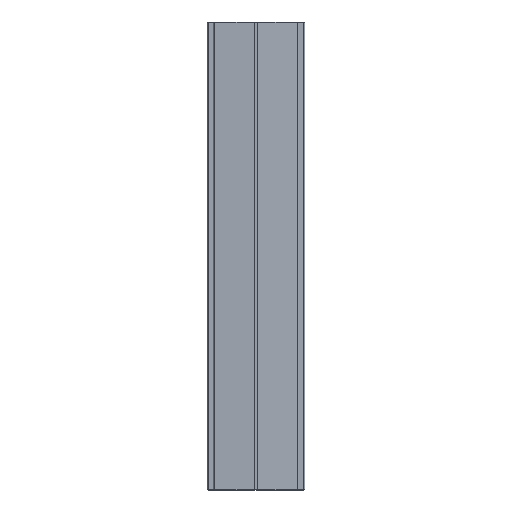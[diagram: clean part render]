
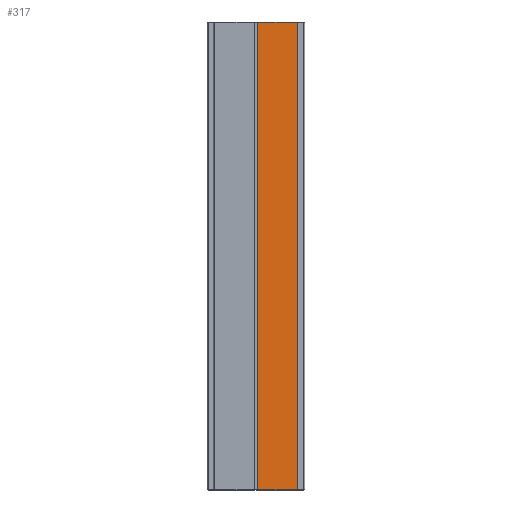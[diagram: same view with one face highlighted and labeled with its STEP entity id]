
A CAD part, top view. The second image highlights one B-rep face of the part: STEP entity #317.
In plain terms, the highlighted planar face has unit normal (0.039, 0, 0.999).
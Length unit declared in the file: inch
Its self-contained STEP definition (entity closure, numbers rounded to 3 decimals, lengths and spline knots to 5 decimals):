
#254=CARTESIAN_POINT('',(0.53068,3.,0.09999));
#255=VERTEX_POINT('',#254);
#263=CARTESIAN_POINT('',(0.53068,-3.,0.09999));
#264=VERTEX_POINT('',#263);
#265=CARTESIAN_POINT('',(0.53068,0.,0.09999));
#266=DIRECTION('',(0.,-1.,0.));
#267=VECTOR('',#266,1.);
#268=LINE('',#265,#267);
#269=EDGE_CURVE('',#255,#264,#268,.T.);
#287=CARTESIAN_POINT('',(0.02137,3.,0.11998));
#288=VERTEX_POINT('',#287);
#289=CARTESIAN_POINT('',(0.53068,3.,0.09999));
#290=DIRECTION('',(-0.999,0.,0.039));
#291=VECTOR('',#290,1.);
#292=LINE('',#289,#291);
#293=EDGE_CURVE('',#255,#288,#292,.T.);
#294=ORIENTED_EDGE('',*,*,#293,.T.);
#295=CARTESIAN_POINT('',(0.02137,-3.,0.11998));
#296=VERTEX_POINT('',#295);
#297=CARTESIAN_POINT('',(0.02137,0.,0.11998));
#298=DIRECTION('',(0.,1.,0.));
#299=VECTOR('',#298,1.);
#300=LINE('',#297,#299);
#301=EDGE_CURVE('',#296,#288,#300,.T.);
#302=ORIENTED_EDGE('',*,*,#301,.F.);
#303=CARTESIAN_POINT('',(0.53068,-3.,0.09999));
#304=DIRECTION('',(0.999,0.,-0.039));
#305=VECTOR('',#304,1.);
#306=LINE('',#303,#305);
#307=EDGE_CURVE('',#296,#264,#306,.T.);
#308=ORIENTED_EDGE('',*,*,#307,.T.);
#309=ORIENTED_EDGE('',*,*,#269,.F.);
#310=EDGE_LOOP('',(#294,#302,#308,#309));
#311=FACE_OUTER_BOUND('',#310,.T.);
#312=CARTESIAN_POINT('',(0.27603,0.,0.10998));
#313=DIRECTION('',(0.039,0.,0.999));
#314=DIRECTION('',(0.999,0.,-0.039));
#315=AXIS2_PLACEMENT_3D('',#312,#313,#314);
#316=PLANE('',#315);
#317=ADVANCED_FACE('',(#311),#316,.T.);
